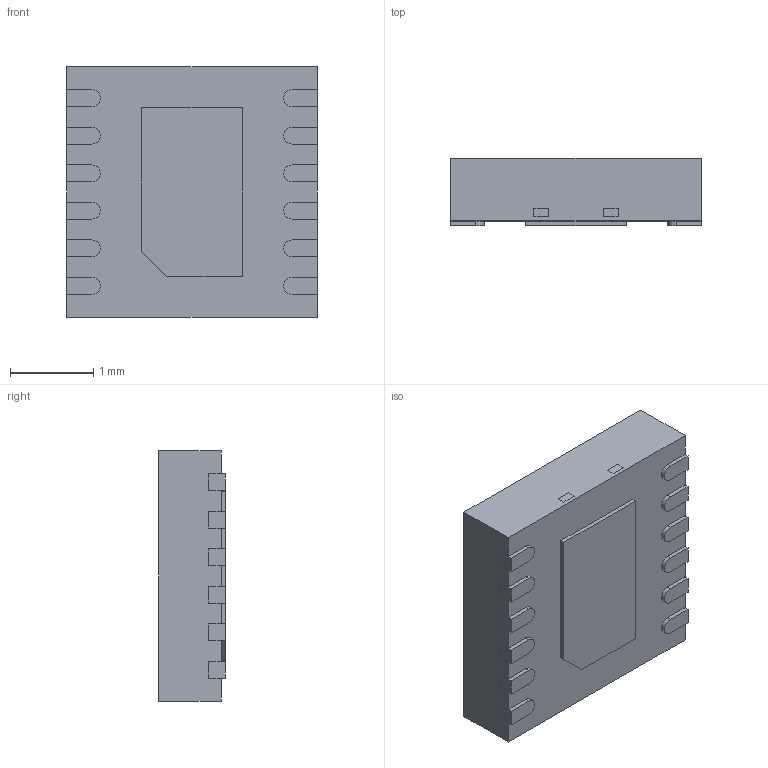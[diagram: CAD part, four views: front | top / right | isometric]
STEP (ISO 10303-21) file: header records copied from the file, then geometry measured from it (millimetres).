
FILE_DESCRIPTION((''),'2;1');
FILE_NAME('DPD0012A_ASM','2014-09-12T',('a0412025'),(''),'PRO/ENGINEER BY PARAMETRIC TECHNOLOGY CORPORATION, 2011490','PRO/ENGINEER BY PARAMETRIC TECHNOLOGY CORPORATION, 2011490','');
FILE_SCHEMA(('AUTOMOTIVE_DESIGN_CC2 { 1 2 10303 214 -1 1 5 2 }'));
Length unit declared in the file: millimetre
Products named in the file (3): BODY-SON; FRAME-DPD0012A; DPD0012A_ASM
Assembly tree (2 placements, depth 2):
  DPD0012A_ASM
    BODY-SON
    FRAME-DPD0012A
Bounding box: 3 x 0.8 x 3 mm (x, y, z)
Volume: 6.9 mm3; surface area: 50.1 mm2
Topology: 14 solids, 14 shells, 177 faces, 450 edges, 300 vertices
Faces by surface type: plane 153, cylinder 24
Entity records: 6907 total; most frequent: CARTESIAN_POINT 932, ORIENTED_EDGE 900, DIRECTION 862, PRESENTATION_STYLE_ASSIGNMENT 477, STYLED_ITEM 464, CURVE_STYLE 450, EDGE_CURVE 450, VECTOR 402
